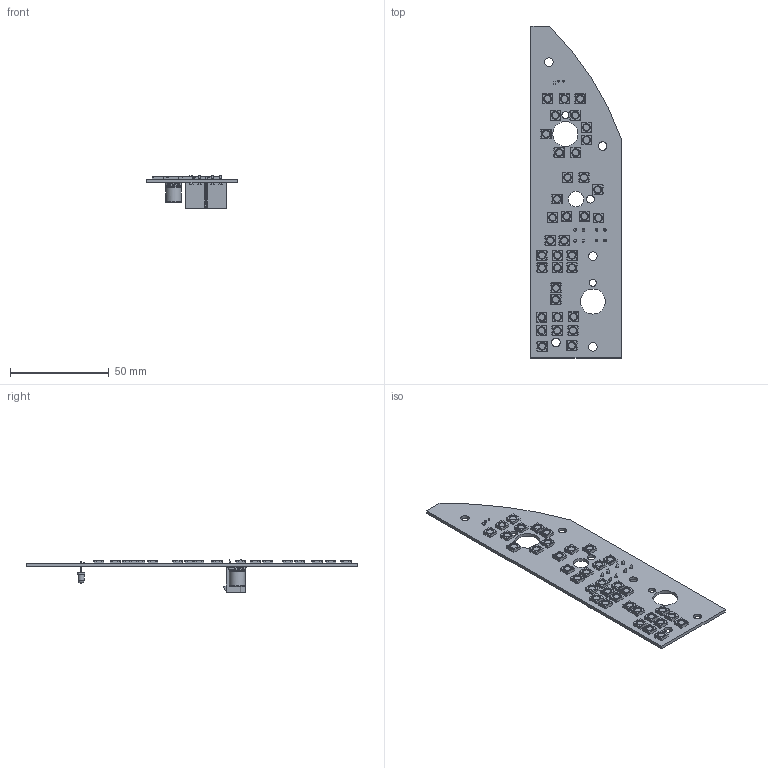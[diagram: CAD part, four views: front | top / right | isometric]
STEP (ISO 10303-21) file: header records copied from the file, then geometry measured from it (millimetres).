
FILE_DESCRIPTION(('KiCad electronic assembly'),'2;1');
FILE_NAME('SPIN RCV Panel PCB V1.step','2021-09-26T12:45:59',( 'An Author'),('A Company'),'Open CASCADE STEP processor 6.9', 'KiCad to STEP converter','Unknown');
FILE_SCHEMA(('AUTOMOTIVE_DESIGN { 1 0 10303 214 1 1 1 1 }'));
Length unit declared in the file: millimetre
Products named in the file (12): Open CASCADE STEP translator 6.9 1; 39281043; SOLID; R_0603_1608Metric; LED_WS2812B_PLCC4_5.0x5.0mm_P3.2mm; LED_D3.0mm; CP_Elec_8x10; COMPOUND
Assembly tree (47 placements, depth 3):
  Open CASCADE STEP translator 6.9 1
    39281043  x2
      SOLID
    R_0603_1608Metric
      SOLID
    LED_WS2812B_PLCC4_5.0x5.0mm_P3.2mm  x36
      SOLID
    LED_D3.0mm
      SOLID
    CP_Elec_8x10
      SOLID
    COMPOUND
Bounding box: 45.72 x 168.28 x 16.3 mm (x, y, z)
Volume: 13510.2 mm3; surface area: 20435.2 mm2
Topology: 42 solids, 42 shells, 2817 faces, 8208 edges, 5393 vertices
Faces by surface type: plane 1937, cylinder 836, cone 36, torus 4, bspline 2, sphere 1, revolution 1
Full cylindrical faces by diameter (mm): 0.9 x2, 1.4 x8, 3 x1, 3.333 x36, 3.572 x2, 3.969 x1, 4.3 x3, 4.305 x2, 7.938 x1, 8 x2, 12.7 x2
Entity records: 22816 total; most frequent: CARTESIAN_POINT 4362, DIRECTION 3267, LINE 2199, VECTOR 2199, ORIENTED_EDGE 1662, PCURVE 1662, DEFINITIONAL_REPRESENTATION 1662, EDGE_CURVE 831
